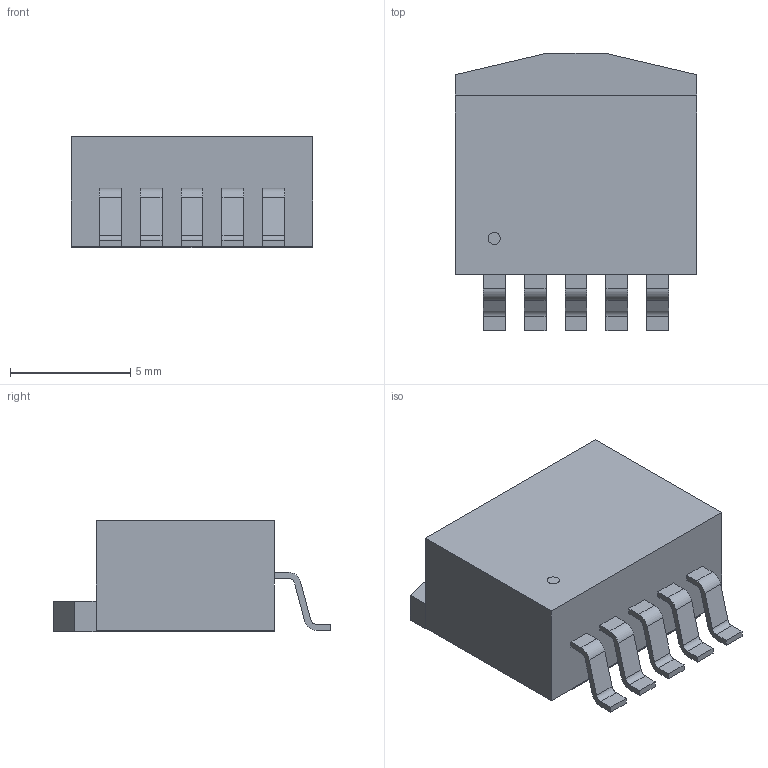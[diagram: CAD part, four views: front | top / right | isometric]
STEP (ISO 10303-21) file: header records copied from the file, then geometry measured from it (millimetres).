
FILE_DESCRIPTION(('STEP AP214'),'1');
FILE_NAME('D2PAK-5-L','2019-08-23T07:21:21',(''),(''),'','','');
FILE_SCHEMA(('AUTOMOTIVE_DESIGN'));
Length unit declared in the file: millimetre
Products named in the file (1): product
Bounding box: 10.03 x 11.53 x 4.63 mm (x, y, z)
Volume: 0 mm3; surface area: 517.3 mm2
Topology: 1 solids, 93 shells, 95 faces, 471 edges, 470 vertices
Faces by surface type: plane 74, cylinder 21
Full cylindrical faces by diameter (mm): 0.502 x1
Entity records: 5232 total; most frequent: CARTESIAN_POINT 1037, VERTEX_POINT 938, DIRECTION 746, ORIENTED_EDGE 472, EDGE_CURVE 470, LINE 388, VECTOR 388, AXIS2_PLACEMENT_3D 179
